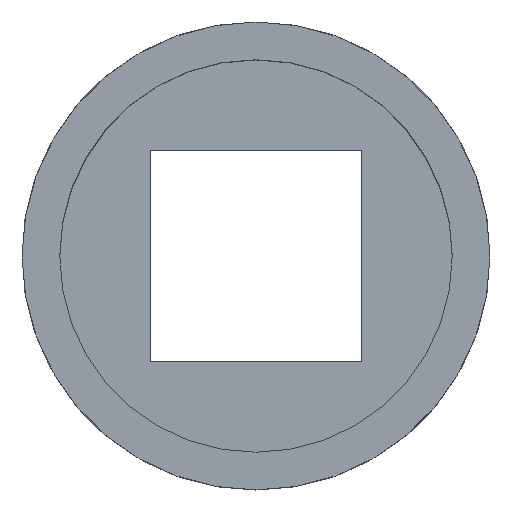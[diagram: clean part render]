
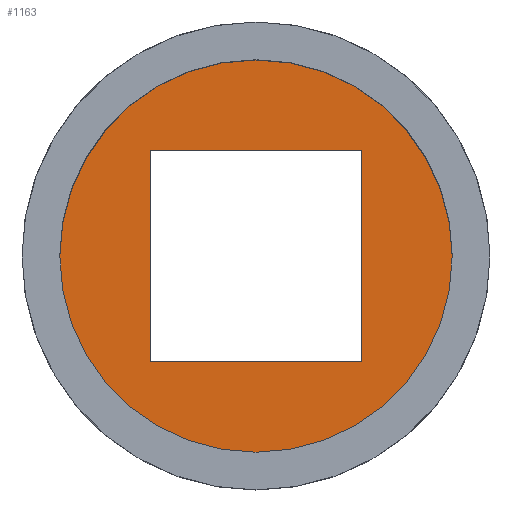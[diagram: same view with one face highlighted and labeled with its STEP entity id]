
A CAD part, top view. The second image highlights one B-rep face of the part: STEP entity #1163.
In plain terms, the highlighted planar face has unit normal (0, 0, 1).
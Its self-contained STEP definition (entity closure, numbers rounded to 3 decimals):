
#35=FACE_BOUND('',#208,.T.);
#65=PLANE('',#1263);
#141=FACE_OUTER_BOUND('',#207,.T.);
#207=EDGE_LOOP('',(#1077));
#208=EDGE_LOOP('',(#1078,#1079,#1080,#1081));
#248=CIRCLE('',#1264,13.);
#356=LINE('',#3883,#440);
#362=LINE('',#3895,#446);
#364=LINE('',#3898,#448);
#365=LINE('',#3900,#449);
#440=VECTOR('',#1525,10.);
#446=VECTOR('',#1535,10.);
#448=VECTOR('',#1539,10.);
#449=VECTOR('',#1542,10.);
#560=VERTEX_POINT('',#3880);
#561=VERTEX_POINT('',#3882);
#564=VERTEX_POINT('',#3892);
#565=VERTEX_POINT('',#3894);
#566=VERTEX_POINT('',#3902);
#728=EDGE_CURVE('',#561,#560,#356,.T.);
#734=EDGE_CURVE('',#565,#564,#362,.T.);
#736=EDGE_CURVE('',#564,#561,#364,.T.);
#737=EDGE_CURVE('',#560,#565,#365,.T.);
#738=EDGE_CURVE('',#566,#566,#248,.T.);
#1077=ORIENTED_EDGE('',*,*,#738,.T.);
#1078=ORIENTED_EDGE('',*,*,#737,.T.);
#1079=ORIENTED_EDGE('',*,*,#734,.T.);
#1080=ORIENTED_EDGE('',*,*,#736,.T.);
#1081=ORIENTED_EDGE('',*,*,#728,.T.);
#1163=ADVANCED_FACE('',(#141,#35),#65,.T.);
#1263=AXIS2_PLACEMENT_3D('',#3901,#1543,#1544);
#1264=AXIS2_PLACEMENT_3D('',#3903,#1545,#1546);
#1525=DIRECTION('',(0.,-1.,0.));
#1535=DIRECTION('',(0.,1.,0.));
#1539=DIRECTION('',(1.,0.,0.));
#1542=DIRECTION('',(-1.,0.,0.));
#1543=DIRECTION('center_axis',(0.,0.,1.));
#1544=DIRECTION('ref_axis',(1.,0.,0.));
#1545=DIRECTION('center_axis',(0.,0.,1.));
#1546=DIRECTION('ref_axis',(-1.,0.,0.));
#3880=CARTESIAN_POINT('',(47.,93.,1.6));
#3882=CARTESIAN_POINT('',(47.,107.,1.6));
#3883=CARTESIAN_POINT('',(47.,107.,1.6));
#3892=CARTESIAN_POINT('',(33.,107.,1.6));
#3894=CARTESIAN_POINT('',(33.,93.,1.6));
#3895=CARTESIAN_POINT('',(33.,93.,1.6));
#3898=CARTESIAN_POINT('',(33.,107.,1.6));
#3900=CARTESIAN_POINT('',(47.,93.,1.6));
#3901=CARTESIAN_POINT('Origin',(40.,100.,1.6));
#3902=CARTESIAN_POINT('',(53.,100.,1.6));
#3903=CARTESIAN_POINT('Origin',(40.,100.,1.6));
